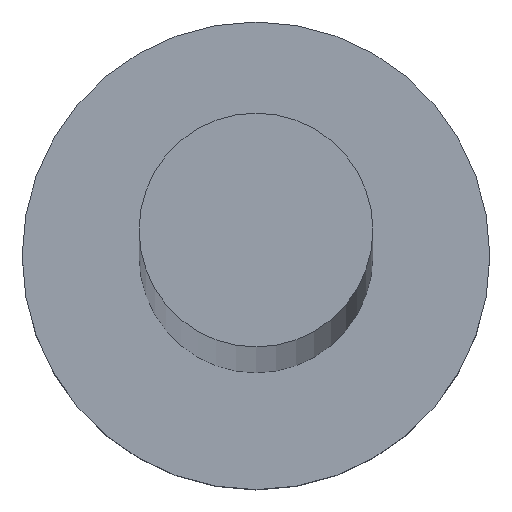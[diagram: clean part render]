
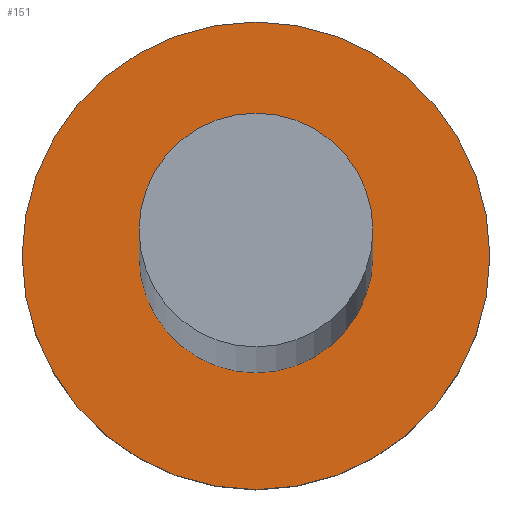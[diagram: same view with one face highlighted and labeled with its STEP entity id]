
A CAD part, top view. The second image highlights one B-rep face of the part: STEP entity #151.
In plain terms, the highlighted planar face has unit normal (0, 0, 1).
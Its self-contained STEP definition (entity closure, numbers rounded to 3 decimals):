
#8 = EDGE_CURVE ( 'NONE', #170, #176, #45, .T. ) ;
#9 = EDGE_LOOP ( 'NONE', ( #16, #96 ) ) ;
#16 = ORIENTED_EDGE ( 'NONE', *, *, #8, .T. ) ;
#19 = CARTESIAN_POINT ( 'NONE',  ( 2.5, 0., 2. ) ) ;
#22 = CARTESIAN_POINT ( 'NONE',  ( 0., 0., 2. ) ) ;
#36 = AXIS2_PLACEMENT_3D ( 'NONE', #109, #155, #221 ) ;
#38 = EDGE_CURVE ( 'NONE', #41, #232, #195, .T. ) ;
#41 = VERTEX_POINT ( 'NONE', #55 ) ;
#45 = CIRCLE ( 'NONE', #36, 2.5 ) ;
#46 = FACE_OUTER_BOUND ( 'NONE', #9, .T. ) ;
#55 = CARTESIAN_POINT ( 'NONE',  ( 1.25, 0., 2. ) ) ;
#60 = DIRECTION ( 'NONE',  ( 0., 0., 1. ) ) ;
#62 = PLANE ( 'NONE',  #110 ) ;
#66 = FACE_BOUND ( 'NONE', #245, .T. ) ;
#67 = DIRECTION ( 'NONE',  ( 0., 0., 1. ) ) ;
#69 = EDGE_CURVE ( 'NONE', #176, #170, #138, .T. ) ;
#70 = CIRCLE ( 'NONE', #139, 1.25 ) ;
#96 = ORIENTED_EDGE ( 'NONE', *, *, #69, .T. ) ;
#107 = DIRECTION ( 'NONE',  ( 1., 0., 0. ) ) ;
#109 = CARTESIAN_POINT ( 'NONE',  ( 0., 0., 2. ) ) ;
#110 = AXIS2_PLACEMENT_3D ( 'NONE', #22, #130, #107 ) ;
#123 = DIRECTION ( 'NONE',  ( 1., 0., 0. ) ) ;
#130 = DIRECTION ( 'NONE',  ( 0., 0., 1. ) ) ;
#137 = EDGE_CURVE ( 'NONE', #232, #41, #70, .T. ) ;
#138 = CIRCLE ( 'NONE', #229, 2.5 ) ;
#139 = AXIS2_PLACEMENT_3D ( 'NONE', #165, #153, #233 ) ;
#141 = DIRECTION ( 'NONE',  ( 1., 0., 0. ) ) ;
#151 = ADVANCED_FACE ( 'NONE', ( #66, #46 ), #62, .T. ) ;
#153 = DIRECTION ( 'NONE',  ( 0., 0., 1. ) ) ;
#155 = DIRECTION ( 'NONE',  ( 0., 0., 1. ) ) ;
#162 = CARTESIAN_POINT ( 'NONE',  ( -1.25, 0., 2. ) ) ;
#165 = CARTESIAN_POINT ( 'NONE',  ( 0., 0., 2. ) ) ;
#170 = VERTEX_POINT ( 'NONE', #190 ) ;
#176 = VERTEX_POINT ( 'NONE', #19 ) ;
#182 = ORIENTED_EDGE ( 'NONE', *, *, #38, .F. ) ;
#190 = CARTESIAN_POINT ( 'NONE',  ( -2.5, 0., 2. ) ) ;
#195 = CIRCLE ( 'NONE', #206, 1.25 ) ;
#206 = AXIS2_PLACEMENT_3D ( 'NONE', #218, #67, #123 ) ;
#218 = CARTESIAN_POINT ( 'NONE',  ( 0., 0., 2. ) ) ;
#221 = DIRECTION ( 'NONE',  ( 1., 0., 0. ) ) ;
#225 = CARTESIAN_POINT ( 'NONE',  ( 0., 0., 2. ) ) ;
#229 = AXIS2_PLACEMENT_3D ( 'NONE', #225, #60, #141 ) ;
#232 = VERTEX_POINT ( 'NONE', #162 ) ;
#233 = DIRECTION ( 'NONE',  ( 1., 0., 0. ) ) ;
#245 = EDGE_LOOP ( 'NONE', ( #255, #182 ) ) ;
#255 = ORIENTED_EDGE ( 'NONE', *, *, #137, .F. ) ;
